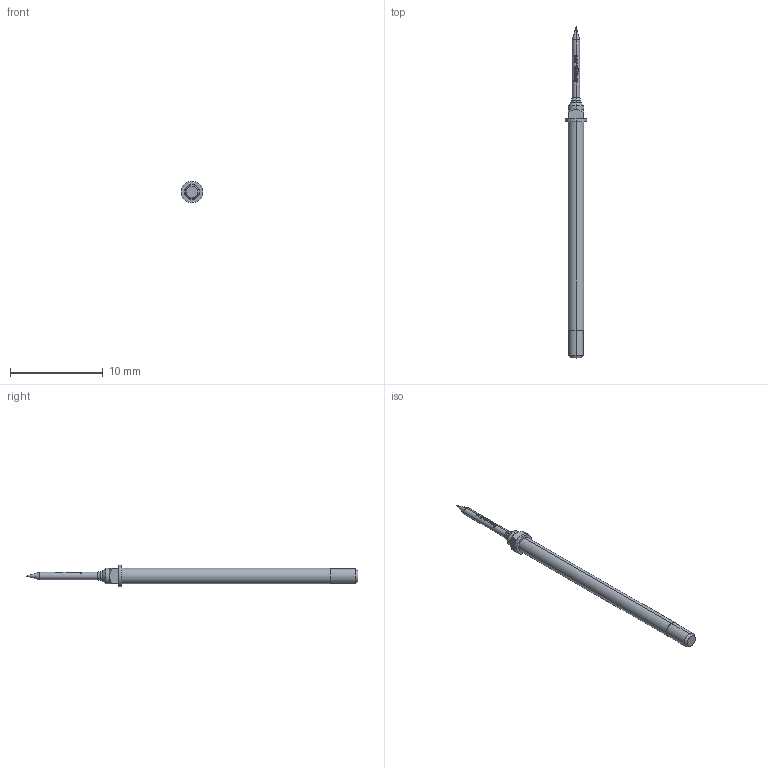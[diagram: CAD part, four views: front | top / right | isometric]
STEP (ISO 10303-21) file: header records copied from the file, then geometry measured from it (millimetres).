
FILE_DESCRIPTION (( 'STEP AP203' ), '1' );
FILE_NAME ('INGUN_GKS-112_201_080_R_xx02_M.STEP', '2022-01-14T07:58:00', ( 'ochi' ), ( '' ), 'SwSTEP 2.0', 'SolidWorks 2018', '' );
FILE_SCHEMA (( 'CONFIG_CONTROL_DESIGN' ));
Length unit declared in the file: millimetre
Products named in the file (1): INGUN_GKS-112_201_080_R_xx02_M
Bounding box: 2.3 x 35.8 x 2.3 mm (x, y, z)
Volume: 63.3 mm3; surface area: 169.1 mm2
Topology: 1 solids, 1 shells, 117 faces, 320 edges, 207 vertices
Faces by surface type: plane 52, cylinder 31, bspline 22, cone 12
Entity records: 4069 total; most frequent: CARTESIAN_POINT 1183, ORIENTED_EDGE 636, DIRECTION 530, EDGE_CURVE 318, AXIS2_PLACEMENT_3D 210, VERTEX_POINT 207, EDGE_LOOP 121, FACE_OUTER_BOUND 117
